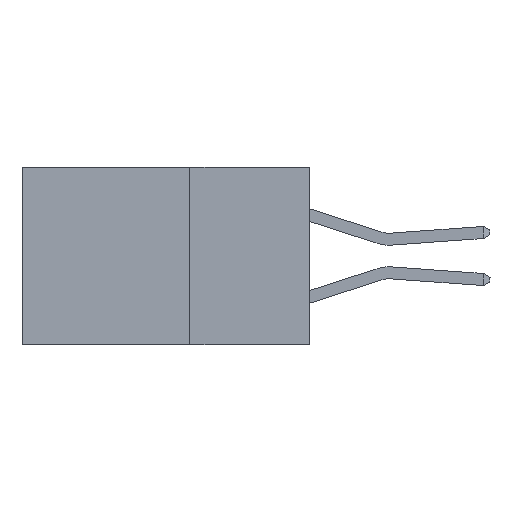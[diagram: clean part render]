
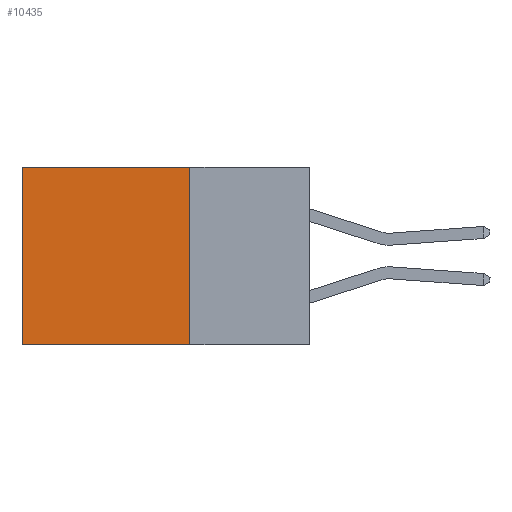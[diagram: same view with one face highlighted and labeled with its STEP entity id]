
A CAD part, left-side view. The second image highlights one B-rep face of the part: STEP entity #10435.
In plain terms, the highlighted planar face has unit normal (-1, 0, 0).
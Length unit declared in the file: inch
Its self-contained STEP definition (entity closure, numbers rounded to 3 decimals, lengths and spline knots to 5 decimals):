
#329 = CARTESIAN_POINT ( 'NONE',  ( 0.2615, 0.25, 0. ) ) ;
#479 = DIRECTION ( 'NONE',  ( 0., 0., -1. ) ) ;
#524 = AXIS2_PLACEMENT_3D ( 'NONE', #16556, #8608, #479 ) ;
#823 = VECTOR ( 'NONE', #8439, 39.37008 ) ;
#1013 = FACE_OUTER_BOUND ( 'NONE', #15173, .T. ) ;
#2412 = LINE ( 'NONE', #10484, #9173 ) ;
#3157 = CARTESIAN_POINT ( 'NONE',  ( 0.2615, 0.6, 0. ) ) ;
#4423 = VERTEX_POINT ( 'NONE', #17042 ) ;
#4652 = EDGE_CURVE ( 'NONE', #11038, #8959, #2412, .T. ) ;
#6086 = EDGE_CURVE ( 'NONE', #11931, #8959, #14942, .T. ) ;
#8439 = DIRECTION ( 'NONE',  ( 0., 0., -1. ) ) ;
#8543 = PLANE ( 'NONE',  #524 ) ;
#8577 = ORIENTED_EDGE ( 'NONE', *, *, #6086, .T. ) ;
#8608 = DIRECTION ( 'NONE',  ( 1., 0., 0. ) ) ;
#8959 = VERTEX_POINT ( 'NONE', #12149 ) ;
#9020 = DIRECTION ( 'NONE',  ( 0., 0., -1. ) ) ;
#9173 = VECTOR ( 'NONE', #11198, 39.37008 ) ;
#9197 = ORIENTED_EDGE ( 'NONE', *, *, #4652, .F. ) ;
#9272 = ORIENTED_EDGE ( 'NONE', *, *, #9749, .F. ) ;
#9536 = ORIENTED_EDGE ( 'NONE', *, *, #16065, .T. ) ;
#9731 = DIRECTION ( 'NONE',  ( 0., 1., 0. ) ) ;
#9749 = EDGE_CURVE ( 'NONE', #4423, #11038, #11609, .T. ) ;
#9781 = CARTESIAN_POINT ( 'NONE',  ( 0.2615, 0.25, -0.37 ) ) ;
#9870 = CARTESIAN_POINT ( 'NONE',  ( 0.2615, 0.6, -0.37 ) ) ;
#10435 = ADVANCED_FACE ( 'NONE', ( #1013 ), #8543, .F. ) ;
#10484 = CARTESIAN_POINT ( 'NONE',  ( 0.2615, 0.25, -0.37 ) ) ;
#10712 = VECTOR ( 'NONE', #9731, 39.37008 ) ;
#11013 = VECTOR ( 'NONE', #9020, 39.37008 ) ;
#11038 = VERTEX_POINT ( 'NONE', #16424 ) ;
#11134 = LINE ( 'NONE', #329, #10712 ) ;
#11198 = DIRECTION ( 'NONE',  ( 0., 1., 0. ) ) ;
#11609 = LINE ( 'NONE', #9781, #823 ) ;
#11931 = VERTEX_POINT ( 'NONE', #3157 ) ;
#12149 = CARTESIAN_POINT ( 'NONE',  ( 0.2615, 0.6, -0.37 ) ) ;
#14942 = LINE ( 'NONE', #9870, #11013 ) ;
#15173 = EDGE_LOOP ( 'NONE', ( #8577, #9197, #9272, #9536 ) ) ;
#16065 = EDGE_CURVE ( 'NONE', #4423, #11931, #11134, .T. ) ;
#16424 = CARTESIAN_POINT ( 'NONE',  ( 0.2615, 0.25, -0.37 ) ) ;
#16556 = CARTESIAN_POINT ( 'NONE',  ( 0.2615, 0.25, -0.37 ) ) ;
#17042 = CARTESIAN_POINT ( 'NONE',  ( 0.2615, 0.25, 0. ) ) ;
